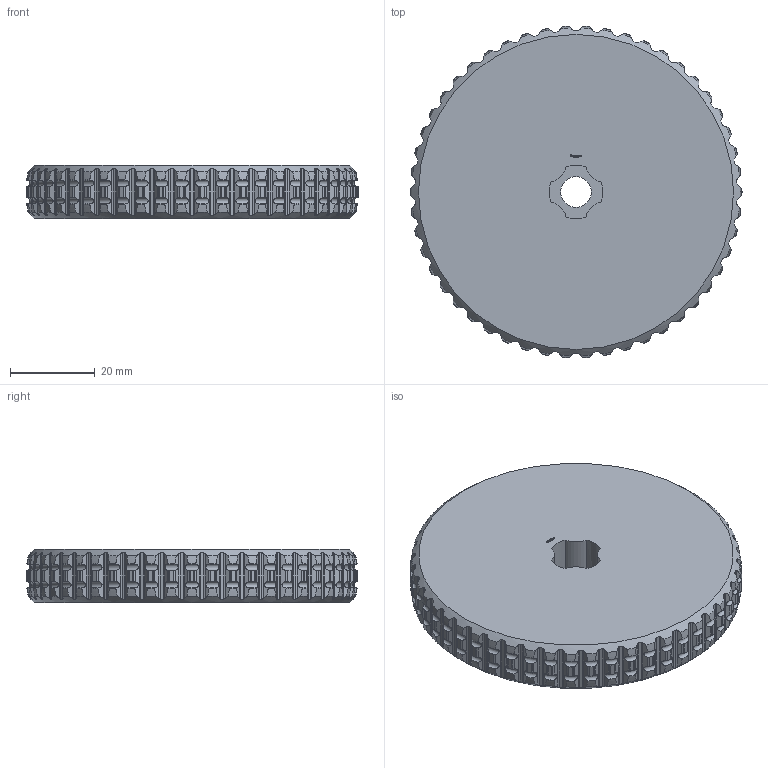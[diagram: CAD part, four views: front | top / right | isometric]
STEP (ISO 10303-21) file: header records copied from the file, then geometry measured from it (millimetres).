
FILE_DESCRIPTION(('FreeCAD Model'),'2;1');
FILE_NAME('Open CASCADE Shape Model','2023-12-20T19:18:44',(''),(''), 'Open CASCADE STEP processor 7.6','FreeCAD','Unknown');
FILE_SCHEMA(('AUTOMOTIVE_DESIGN { 1 0 10303 214 1 1 1 1 }'));
Products named in the file (1): Wheel GND TTRD PLN BU06.25x01.00 - SPN-WHL-0018 (stemfie.org)
Bounding box: 78.12 x 78.03 x 12.5 mm (x, y, z)
Volume: 56035.2 mm3; surface area: 13388.1 mm2
Topology: 1 solids, 1 shells, 1607 faces, 4655 edges, 3097 vertices
Faces by surface type: cylinder 564, plane 478, cone 227, extrusion 134, revolution 102, torus 102
Full cylindrical faces by diameter (mm): 2 x4, 7.2 x1
Entity records: 171304 total; most frequent: CARTESIAN_POINT 77850, DIRECTION 11740, ORIENTED_EDGE 9310, PCURVE 9310, DEFINITIONAL_REPRESENTATION 9310, VECTOR 6632, LINE 6498, B_SPLINE_CURVE_WITH_KNOTS 6388
